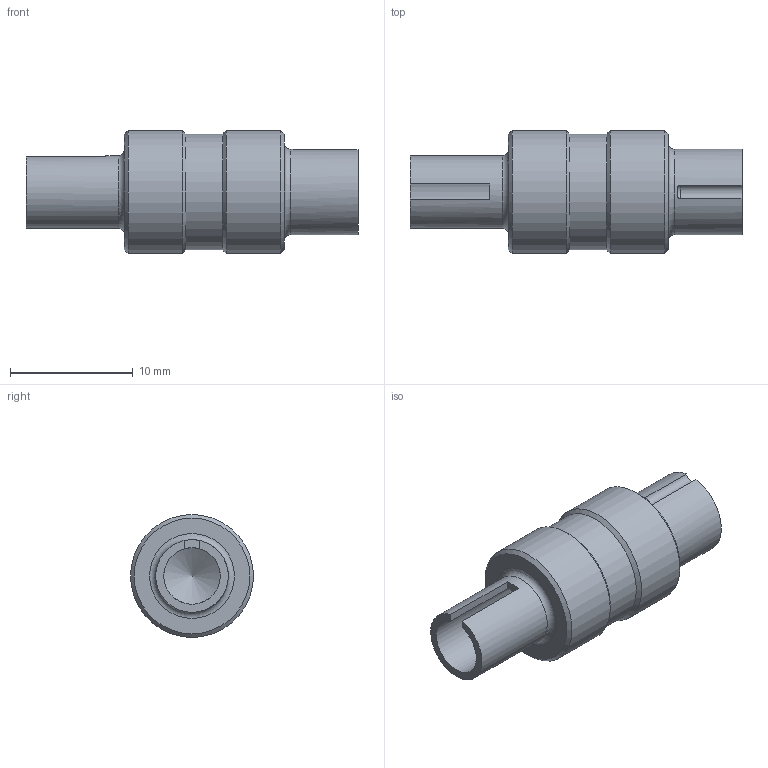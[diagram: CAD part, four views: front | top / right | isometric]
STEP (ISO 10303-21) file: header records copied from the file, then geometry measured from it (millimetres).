
FILE_DESCRIPTION(/* description */ (''),/* implementation_level */ '2;1');
FILE_NAME(/* name */ '01 5059 000 001.stp',/* time_stamp */ '2020-08-25T10:56:48+02:00',/* author */ (''),/* organization */ (''),/* preprocessor_version */ 'ST-DEVELOPER v16',/* originating_system */ 'SIEMENS PLM Software NX 11.0',/* authorisation */ '');
FILE_SCHEMA (('AUTOMOTIVE_DESIGN { 1 0 10303 214 3 1 1 1 }'));
Length unit declared in the file: millimetre
Products named in the file (1): rhen155CA26Blwqf
Bounding box: 27 x 10 x 10 mm (x, y, z)
Volume: 1062.8 mm3; surface area: 1090.6 mm2
Topology: 1 solids, 1 shells, 28 faces, 68 edges, 43 vertices
Faces by surface type: plane 9, cylinder 9, cone 6, torus 4
Full cylindrical faces by diameter (mm): 4.6 x1, 5.9 x1, 5.95 x1, 6.95 x1, 9.4 x1, 10 x2
Entity records: 760 total; most frequent: CARTESIAN_POINT 169, DIRECTION 126, ORIENTED_EDGE 88, AXIS2_PLACEMENT_3D 57, EDGE_LOOP 44, EDGE_CURVE 44, FACE_BOUND 36, VERTEX_POINT 36
